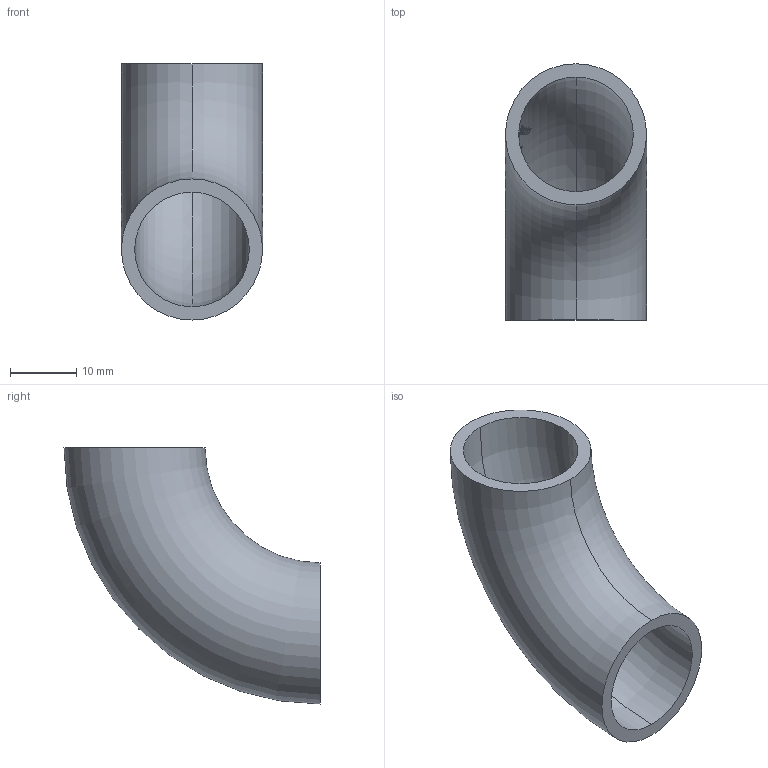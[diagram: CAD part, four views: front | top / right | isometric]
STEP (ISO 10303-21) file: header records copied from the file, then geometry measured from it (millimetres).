
FILE_DESCRIPTION (( 'STEP AP203' ), '1' );
FILE_NAME ('55158-240.step', '2018-12-17T10:22:52', ( '' ), ( '' ), 'SwSTEP 2.0', 'SolidWorks 2015', '' );
FILE_SCHEMA (( 'CONFIG_CONTROL_DESIGN' ));
Length unit declared in the file: millimetre
Products named in the file (1): 55158-240
Bounding box: 21.3 x 38.65 x 38.65 mm (x, y, z)
Volume: 5332.9 mm3; surface area: 5586.1 mm2
Topology: 1 solids, 1 shells, 235 faces, 627 edges, 418 vertices
Faces by surface type: bspline 104, plane 103, torus 28
Entity records: 12009 total; most frequent: CARTESIAN_POINT 7168, ORIENTED_EDGE 1254, EDGE_CURVE 627, DIRECTION 493, VERTEX_POINT 418, B_SPLINE_CURVE_WITH_KNOTS 410, EDGE_LOOP 261, ADVANCED_FACE 235
